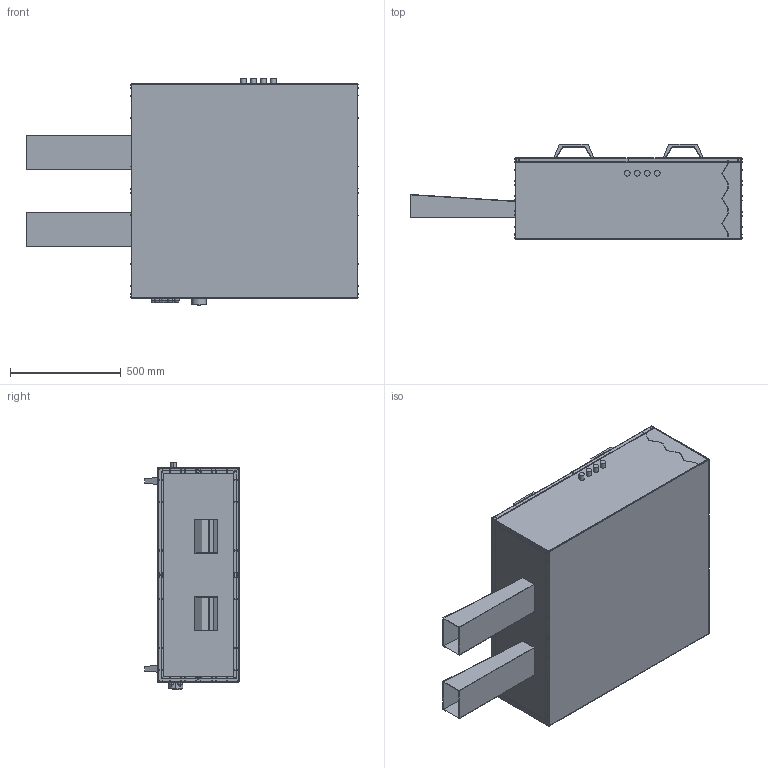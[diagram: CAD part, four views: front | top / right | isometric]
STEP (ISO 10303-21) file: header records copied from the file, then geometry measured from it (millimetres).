
FILE_DESCRIPTION (( 'STEP AP214' ), '1' );
FILE_NAME ('KFR 9030-K.STEP', '2009-11-23T14:26:10', ( 'Wolfgang Schmidt' ), ( 'WS-KO' ), 'SwSTEP 2.0', 'SolidWorks 2009', '' );
FILE_SCHEMA (( 'AUTOMOTIVE_DESIGN' ));
Length unit declared in the file: millimetre
Products named in the file (1): KFR 9030-K
Bounding box: 1497 x 427 x 1027 mm (x, y, z)
Volume: 8993821.6 mm3; surface area: 8102849.2 mm2
Topology: 1 solids, 1 shells, 1053 faces, 2329 edges, 1404 vertices
Faces by surface type: cylinder 368, plane 365, torus 304, sphere 16
Entity records: 29161 total; most frequent: DIRECTION 5741, CARTESIAN_POINT 4819, ORIENTED_EDGE 4626, AXIS2_PLACEMENT_3D 2390, EDGE_CURVE 2313, VERTEX_POINT 1404, CIRCLE 1336, EDGE_LOOP 1229
